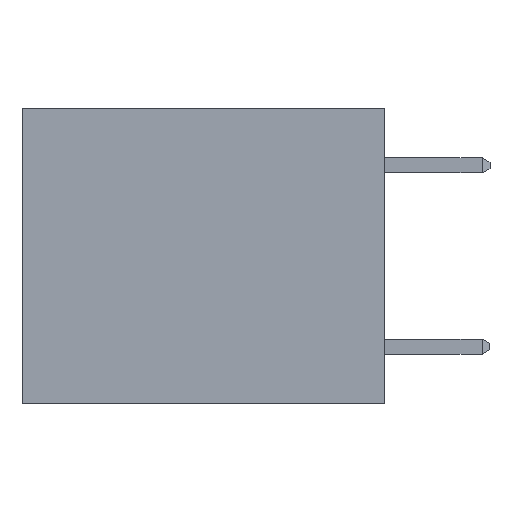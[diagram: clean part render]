
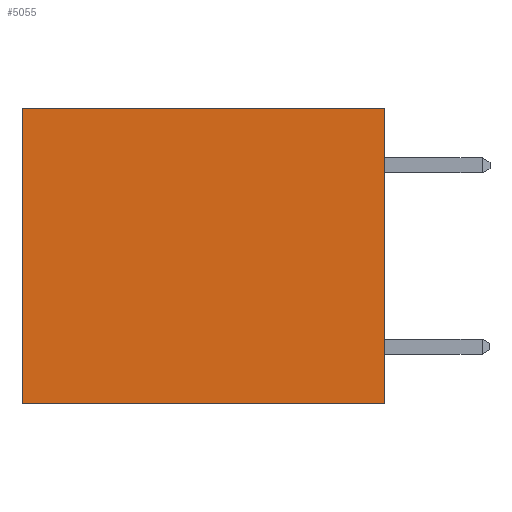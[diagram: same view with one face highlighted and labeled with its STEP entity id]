
A CAD part, left-side view. The second image highlights one B-rep face of the part: STEP entity #5055.
In plain terms, the highlighted planar face has unit normal (-1, 0, 0).
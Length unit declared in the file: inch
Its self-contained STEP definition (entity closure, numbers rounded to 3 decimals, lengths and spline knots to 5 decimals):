
#169 = FACE_OUTER_BOUND ( 'NONE', #8258, .T. ) ;
#414 = EDGE_CURVE ( 'NONE', #8049, #9804, #10206, .T. ) ;
#977 = EDGE_CURVE ( 'NONE', #8049, #1407, #7088, .T. ) ;
#990 = EDGE_CURVE ( 'NONE', #9804, #8516, #5491, .T. ) ;
#1025 = DIRECTION ( 'NONE',  ( 0., 0., -1. ) ) ;
#1407 = VERTEX_POINT ( 'NONE', #2823 ) ;
#1610 = ORIENTED_EDGE ( 'NONE', *, *, #414, .F. ) ;
#2823 = CARTESIAN_POINT ( 'NONE',  ( 0.3165, 0.6, 0. ) ) ;
#3014 = AXIS2_PLACEMENT_3D ( 'NONE', #9187, #4356, #10133 ) ;
#3096 = DIRECTION ( 'NONE',  ( 0., 0., -1. ) ) ;
#3293 = LINE ( 'NONE', #8920, #10471 ) ;
#4356 = DIRECTION ( 'NONE',  ( 1., 0., 0. ) ) ;
#4969 = ORIENTED_EDGE ( 'NONE', *, *, #990, .F. ) ;
#4974 = VECTOR ( 'NONE', #5775, 39.37008 ) ;
#5055 = ADVANCED_FACE ( 'NONE', ( #169 ), #6560, .F. ) ;
#5289 = CARTESIAN_POINT ( 'NONE',  ( 0.3165, 0.6, -0.49 ) ) ;
#5491 = LINE ( 'NONE', #8216, #4974 ) ;
#5589 = CARTESIAN_POINT ( 'NONE',  ( 0.3165, 0., -0.49 ) ) ;
#5775 = DIRECTION ( 'NONE',  ( 0., 1., 0. ) ) ;
#6040 = CARTESIAN_POINT ( 'NONE',  ( 0.3165, 0., 0. ) ) ;
#6065 = CARTESIAN_POINT ( 'NONE',  ( 0.3165, 0., -0.49 ) ) ;
#6159 = EDGE_CURVE ( 'NONE', #1407, #8516, #3293, .T. ) ;
#6560 = PLANE ( 'NONE',  #3014 ) ;
#6828 = VECTOR ( 'NONE', #1025, 39.37008 ) ;
#7088 = LINE ( 'NONE', #8148, #10576 ) ;
#8049 = VERTEX_POINT ( 'NONE', #6040 ) ;
#8148 = CARTESIAN_POINT ( 'NONE',  ( 0.3165, 0., 0. ) ) ;
#8216 = CARTESIAN_POINT ( 'NONE',  ( 0.3165, 0., -0.49 ) ) ;
#8258 = EDGE_LOOP ( 'NONE', ( #10739, #4969, #1610, #9125 ) ) ;
#8516 = VERTEX_POINT ( 'NONE', #5289 ) ;
#8920 = CARTESIAN_POINT ( 'NONE',  ( 0.3165, 0.6, -0.49 ) ) ;
#9041 = DIRECTION ( 'NONE',  ( 0., 1., 0. ) ) ;
#9125 = ORIENTED_EDGE ( 'NONE', *, *, #977, .T. ) ;
#9187 = CARTESIAN_POINT ( 'NONE',  ( 0.3165, 0., -0.49 ) ) ;
#9804 = VERTEX_POINT ( 'NONE', #5589 ) ;
#10133 = DIRECTION ( 'NONE',  ( 0., 0., -1. ) ) ;
#10206 = LINE ( 'NONE', #6065, #6828 ) ;
#10471 = VECTOR ( 'NONE', #3096, 39.37008 ) ;
#10576 = VECTOR ( 'NONE', #9041, 39.37008 ) ;
#10739 = ORIENTED_EDGE ( 'NONE', *, *, #6159, .T. ) ;
